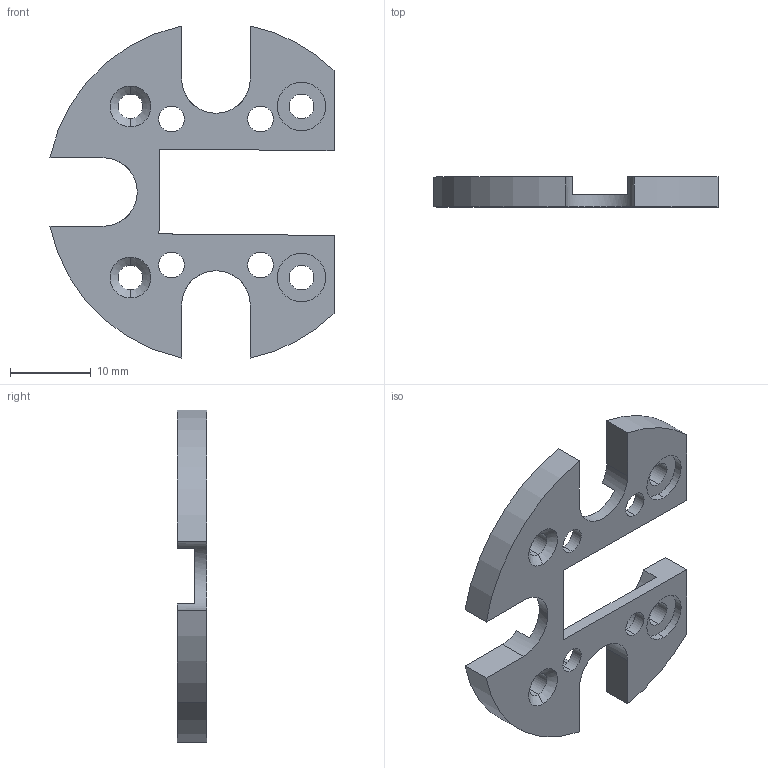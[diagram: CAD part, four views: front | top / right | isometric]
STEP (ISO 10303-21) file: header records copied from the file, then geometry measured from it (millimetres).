
FILE_DESCRIPTION (( 'STEP AP214' ), '1' );
FILE_NAME ('encoder mount.STEP', '2022-10-27T05:41:35', ( '' ), ( '' ), 'SwSTEP 2.0', 'SolidWorks 2020', '' );
FILE_SCHEMA (( 'AUTOMOTIVE_DESIGN' ));
Length unit declared in the file: millimetre
Products named in the file (1): encoder mount
Bounding box: 35.19 x 3.7 x 41.13 mm (x, y, z)
Volume: 2100 mm3; surface area: 2405.2 mm2
Topology: 1 solids, 1 shells, 66 faces, 182 edges, 120 vertices
Faces by surface type: cylinder 43, plane 19, cone 4
Entity records: 2216 total; most frequent: DIRECTION 412, CARTESIAN_POINT 369, ORIENTED_EDGE 364, EDGE_CURVE 182, AXIS2_PLACEMENT_3D 163, VERTEX_POINT 120, CIRCLE 96, VECTOR 86
